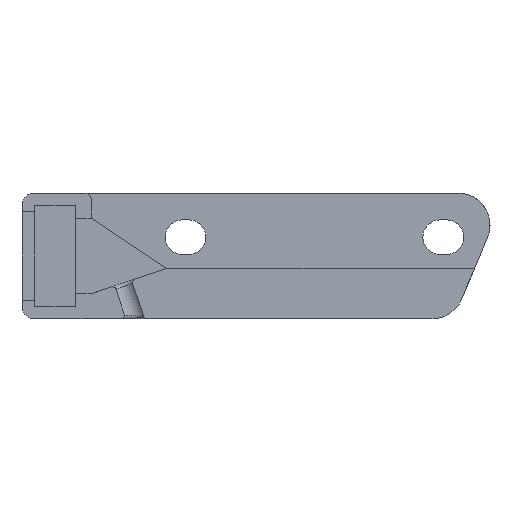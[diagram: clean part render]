
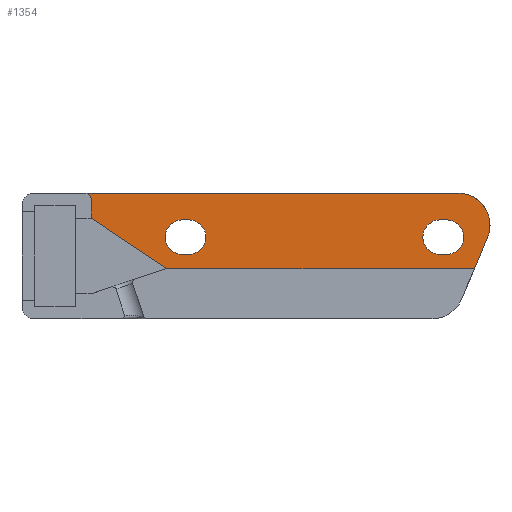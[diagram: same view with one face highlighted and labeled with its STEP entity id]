
A CAD part, front view. The second image highlights one B-rep face of the part: STEP entity #1354.
In plain terms, the highlighted planar face has unit normal (0, -1, 0).
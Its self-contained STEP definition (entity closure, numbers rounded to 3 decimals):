
#16=FACE_BOUND('',#244,.T.);
#17=FACE_BOUND('',#245,.T.);
#91=PLANE('',#1486);
#163=FACE_OUTER_BOUND('',#243,.T.);
#243=EDGE_LOOP('',(#1141,#1142,#1143,#1144,#1145,#1146,#1147));
#244=EDGE_LOOP('',(#1148,#1149,#1150,#1151));
#245=EDGE_LOOP('',(#1152,#1153,#1154,#1155));
#284=LINE('',#1911,#389);
#334=LINE('',#2855,#439);
#338=LINE('',#2871,#443);
#339=LINE('',#2872,#444);
#340=LINE('',#2873,#445);
#341=LINE('',#2878,#446);
#342=LINE('',#2881,#447);
#343=LINE('',#2886,#448);
#344=LINE('',#2889,#449);
#389=VECTOR('',#1546,10.);
#439=VECTOR('',#1752,10.);
#443=VECTOR('',#1770,10.);
#444=VECTOR('',#1771,10.);
#445=VECTOR('',#1772,10.);
#446=VECTOR('',#1775,10.);
#447=VECTOR('',#1778,10.);
#448=VECTOR('',#1781,10.);
#449=VECTOR('',#1784,10.);
#485=CIRCLE('',#1398,1.);
#536=CIRCLE('',#1482,5.1);
#539=CIRCLE('',#1487,2.75);
#540=CIRCLE('',#1488,2.75);
#541=CIRCLE('',#1489,2.75);
#542=CIRCLE('',#1490,2.75);
#549=VERTEX_POINT('',#1886);
#550=VERTEX_POINT('',#1888);
#559=VERTEX_POINT('',#1910);
#589=VERTEX_POINT('',#2085);
#643=VERTEX_POINT('',#2852);
#644=VERTEX_POINT('',#2854);
#649=VERTEX_POINT('',#2870);
#650=VERTEX_POINT('',#2874);
#651=VERTEX_POINT('',#2875);
#652=VERTEX_POINT('',#2877);
#653=VERTEX_POINT('',#2879);
#654=VERTEX_POINT('',#2882);
#655=VERTEX_POINT('',#2883);
#656=VERTEX_POINT('',#2885);
#657=VERTEX_POINT('',#2887);
#675=EDGE_CURVE('',#549,#550,#485,.F.);
#686=EDGE_CURVE('',#559,#550,#284,.T.);
#819=EDGE_CURVE('',#644,#643,#334,.T.);
#822=EDGE_CURVE('',#559,#643,#536,.T.);
#827=EDGE_CURVE('',#549,#649,#338,.T.);
#828=EDGE_CURVE('',#649,#589,#339,.T.);
#829=EDGE_CURVE('',#644,#589,#340,.T.);
#830=EDGE_CURVE('',#650,#651,#539,.T.);
#831=EDGE_CURVE('',#652,#650,#341,.T.);
#832=EDGE_CURVE('',#653,#652,#540,.T.);
#833=EDGE_CURVE('',#651,#653,#342,.T.);
#834=EDGE_CURVE('',#654,#655,#541,.T.);
#835=EDGE_CURVE('',#656,#654,#343,.T.);
#836=EDGE_CURVE('',#657,#656,#542,.T.);
#837=EDGE_CURVE('',#655,#657,#344,.T.);
#1141=ORIENTED_EDGE('',*,*,#822,.F.);
#1142=ORIENTED_EDGE('',*,*,#686,.T.);
#1143=ORIENTED_EDGE('',*,*,#675,.F.);
#1144=ORIENTED_EDGE('',*,*,#827,.T.);
#1145=ORIENTED_EDGE('',*,*,#828,.T.);
#1146=ORIENTED_EDGE('',*,*,#829,.F.);
#1147=ORIENTED_EDGE('',*,*,#819,.T.);
#1148=ORIENTED_EDGE('',*,*,#830,.F.);
#1149=ORIENTED_EDGE('',*,*,#831,.F.);
#1150=ORIENTED_EDGE('',*,*,#832,.F.);
#1151=ORIENTED_EDGE('',*,*,#833,.F.);
#1152=ORIENTED_EDGE('',*,*,#834,.F.);
#1153=ORIENTED_EDGE('',*,*,#835,.F.);
#1154=ORIENTED_EDGE('',*,*,#836,.F.);
#1155=ORIENTED_EDGE('',*,*,#837,.F.);
#1354=ADVANCED_FACE('',(#163,#16,#17),#91,.F.);
#1398=AXIS2_PLACEMENT_3D('',#1889,#1529,#1530);
#1482=AXIS2_PLACEMENT_3D('',#2859,#1758,#1759);
#1486=AXIS2_PLACEMENT_3D('',#2869,#1768,#1769);
#1487=AXIS2_PLACEMENT_3D('',#2876,#1773,#1774);
#1488=AXIS2_PLACEMENT_3D('',#2880,#1776,#1777);
#1489=AXIS2_PLACEMENT_3D('',#2884,#1779,#1780);
#1490=AXIS2_PLACEMENT_3D('',#2888,#1782,#1783);
#1529=DIRECTION('center_axis',(0.,1.,0.));
#1530=DIRECTION('ref_axis',(0.707,0.,0.707));
#1546=DIRECTION('',(-1.,0.,0.));
#1752=DIRECTION('',(0.388,0.,0.922));
#1758=DIRECTION('center_axis',(0.,1.,0.));
#1759=DIRECTION('ref_axis',(0.833,0.,0.553));
#1768=DIRECTION('center_axis',(0.,1.,0.));
#1769=DIRECTION('ref_axis',(1.,0.,0.));
#1770=DIRECTION('',(0.,0.,-1.));
#1771=DIRECTION('',(0.832,0.,-0.555));
#1772=DIRECTION('',(-1.,0.,0.));
#1773=DIRECTION('center_axis',(0.,-1.,0.));
#1774=DIRECTION('ref_axis',(0.,0.,-1.));
#1775=DIRECTION('',(-1.,0.,0.));
#1776=DIRECTION('center_axis',(0.,-1.,0.));
#1777=DIRECTION('ref_axis',(0.,0.,1.));
#1778=DIRECTION('',(1.,0.,0.));
#1779=DIRECTION('center_axis',(0.,-1.,0.));
#1780=DIRECTION('ref_axis',(0.,0.,-1.));
#1781=DIRECTION('',(-1.,0.,0.));
#1782=DIRECTION('center_axis',(0.,-1.,0.));
#1783=DIRECTION('ref_axis',(0.,0.,1.));
#1784=DIRECTION('',(1.,0.,0.));
#1886=CARTESIAN_POINT('',(-66.,0.,-1.));
#1888=CARTESIAN_POINT('',(-67.,0.,0.));
#1889=CARTESIAN_POINT('Origin',(-67.,0.,-1.));
#1910=CARTESIAN_POINT('',(-7.681,0.,0.));
#1911=CARTESIAN_POINT('',(0.,0.,0.));
#2085=CARTESIAN_POINT('',(-54.,0.,-12.));
#2852=CARTESIAN_POINT('',(-2.981,0.,-7.079));
#2854=CARTESIAN_POINT('',(-5.053,0.,-12.));
#2855=CARTESIAN_POINT('',(-9.449,0.,-22.441));
#2859=CARTESIAN_POINT('Origin',(-7.681,0.,-5.1));
#2869=CARTESIAN_POINT('Origin',(-38.5,0.,-10.));
#2870=CARTESIAN_POINT('',(-66.,0.,-4.));
#2871=CARTESIAN_POINT('',(-66.,0.,0.));
#2872=CARTESIAN_POINT('',(-55.096,0.,-11.269));
#2873=CARTESIAN_POINT('',(0.,0.,-12.));
#2874=CARTESIAN_POINT('',(-51.5,0.,-4.25));
#2875=CARTESIAN_POINT('',(-51.5,0.,-9.75));
#2876=CARTESIAN_POINT('Origin',(-51.5,0.,-7.));
#2877=CARTESIAN_POINT('',(-50.5,0.,-4.25));
#2878=CARTESIAN_POINT('',(-50.5,0.,-4.25));
#2879=CARTESIAN_POINT('',(-50.5,0.,-9.75));
#2880=CARTESIAN_POINT('Origin',(-50.5,0.,-7.));
#2881=CARTESIAN_POINT('',(-51.5,0.,-9.75));
#2882=CARTESIAN_POINT('',(-10.498,0.,-4.25));
#2883=CARTESIAN_POINT('',(-10.5,0.,-9.75));
#2884=CARTESIAN_POINT('Origin',(-10.5,0.,-7.));
#2885=CARTESIAN_POINT('',(-9.5,0.,-4.25));
#2886=CARTESIAN_POINT('',(-10.5,0.,-4.25));
#2887=CARTESIAN_POINT('',(-9.5,0.,-9.75));
#2888=CARTESIAN_POINT('Origin',(-9.5,0.,-7.));
#2889=CARTESIAN_POINT('',(-10.5,0.,-9.75));
